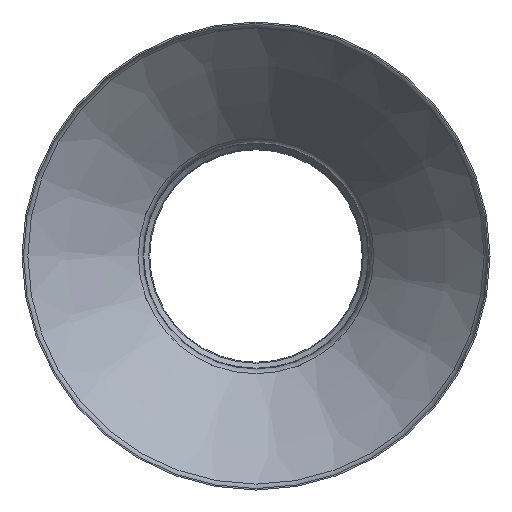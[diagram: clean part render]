
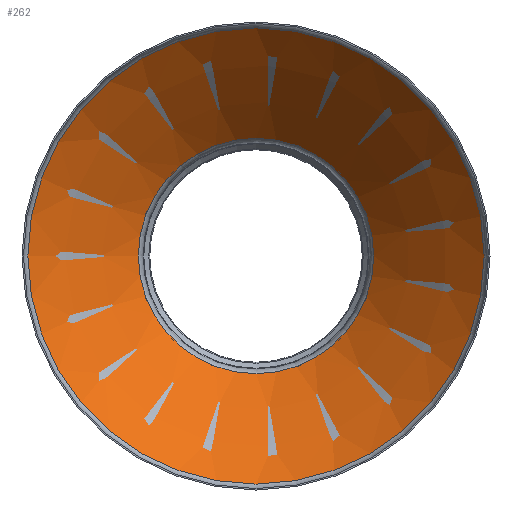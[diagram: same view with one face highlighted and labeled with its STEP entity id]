
A CAD part, front view. The second image highlights one B-rep face of the part: STEP entity #262.
In plain terms, the highlighted conical face has half-angle 41.801 degrees and reference radius 59.715 mm.
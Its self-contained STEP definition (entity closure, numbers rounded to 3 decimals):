
#231=CARTESIAN_POINT('',(-78.623,53.522,0.0));
#232=VERTEX_POINT('',#231);
#233=CARTESIAN_POINT('',(0.0,53.522,0.));
#234=DIRECTION('',(0.0,1.0,0.0));
#235=DIRECTION('',(1.0,0.0,0.0));
#236=AXIS2_PLACEMENT_3D('',#233,#234,#235);
#237=CIRCLE('',#236,78.623);
#238=EDGE_CURVE('',#232,#232,#237,.T.);
#243=CARTESIAN_POINT('',(0.,74.669,0.0));
#244=DIRECTION('',(0.,-1.0,0.0));
#245=DIRECTION('',(1.0,0.0,0.0));
#246=AXIS2_PLACEMENT_3D('',#243,#244,#245);
#247=CONICAL_SURFACE('',#246,59.715,41.801);
#248=CARTESIAN_POINT('',(-40.552,96.101,0.));
#249=VERTEX_POINT('',#248);
#250=CARTESIAN_POINT('',(0.0,96.101,0.));
#251=DIRECTION('',(0.0,-1.0,0.0));
#252=DIRECTION('',(1.0,0.0,0.0));
#253=AXIS2_PLACEMENT_3D('',#250,#251,#252);
#254=CIRCLE('',#253,40.552);
#255=EDGE_CURVE('',#249,#249,#254,.T.);
#256=ORIENTED_EDGE('',*,*,#255,.F.);
#257=EDGE_LOOP('',(#256));
#258=FACE_OUTER_BOUND('',#257,.T.);
#259=ORIENTED_EDGE('',*,*,#238,.F.);
#260=EDGE_LOOP('',(#259));
#261=FACE_BOUND('',#260,.T.);
#262=ADVANCED_FACE('',(#258,#261),#247,.F.);
